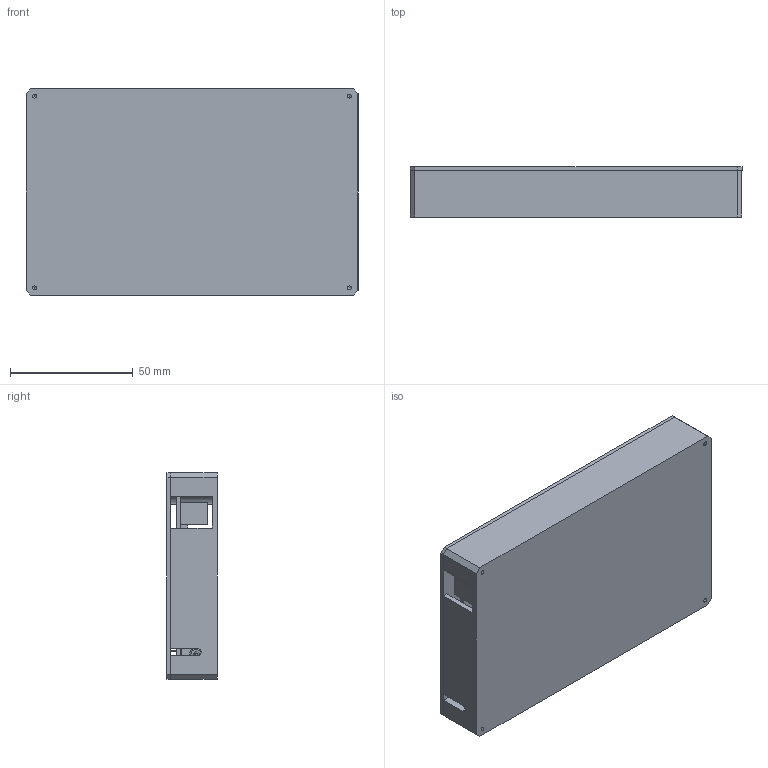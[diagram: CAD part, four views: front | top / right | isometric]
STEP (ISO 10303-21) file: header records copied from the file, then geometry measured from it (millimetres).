
FILE_DESCRIPTION (( 'STEP AP203' ), '1' );
FILE_NAME ('high-speed optical polarization scrambler.STEP', '2024-01-24T15:50:39', ( '' ), ( '' ), 'SwSTEP 2.0', 'SolidWorks 2018', '' );
FILE_SCHEMA (( 'CONFIG_CONTROL_DESIGN' ));
Length unit declared in the file: millimetre
Products named in the file (9): Box for 300kHz; Cover_Polarization_scambler_5MHz; high-speed optical polarization scrambler; PCB - 300kHz; Assembly for Scrambler; End cap; PIN; Box_Polarization_scanbler_5MHz; Cover for 300kHz
Assembly tree (14 placements, depth 3):
  high-speed optical polarization scrambler
    Box for 300kHz
    PCB - 300kHz
    Assembly for Scrambler
      Box_Polarization_scanbler_5MHz
      Cover_Polarization_scambler_5MHz
      End cap  x2
    Cover for 300kHz
    PIN  x6
Bounding box: 135 x 20.5 x 84 mm (x, y, z)
Volume: 93829.3 mm3; surface area: 107359.8 mm2
Topology: 16 solids, 16 shells, 373 faces, 926 edges, 584 vertices
Faces by surface type: plane 172, cylinder 145, cone 56
Entity records: 11457 total; most frequent: CARTESIAN_POINT 2219, DIRECTION 1726, ORIENTED_EDGE 1640, EDGE_CURVE 820, AXIS2_PLACEMENT_3D 589, LINE 548, VECTOR 548, VERTEX_POINT 530
